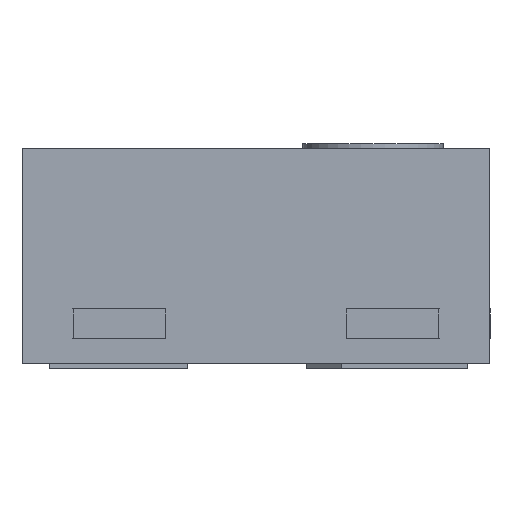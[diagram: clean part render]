
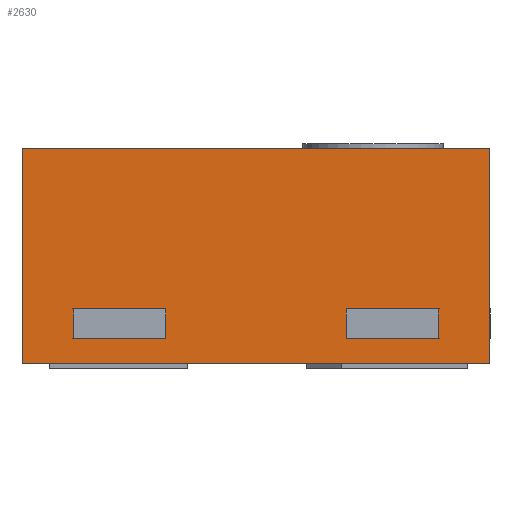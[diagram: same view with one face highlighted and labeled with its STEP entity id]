
A CAD part, left-side view. The second image highlights one B-rep face of the part: STEP entity #2630.
In plain terms, the highlighted planar face has unit normal (-1, 0, 0).
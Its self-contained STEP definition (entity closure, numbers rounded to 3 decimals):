
#2447 = VERTEX_POINT('',#2448);
#2448 = CARTESIAN_POINT('',(-0.724,0.499,
    0.47));
#2454 = EDGE_CURVE('',#2455,#2447,#2457,.T.);
#2455 = VERTEX_POINT('',#2456);
#2456 = CARTESIAN_POINT('',(-0.724,-0.5,
    0.47));
#2457 = LINE('',#2458,#2459);
#2458 = CARTESIAN_POINT('',(-0.724,-0.5,
    0.47));
#2459 = VECTOR('',#2460,1.);
#2460 = DIRECTION('',(0.,1.,0.));
#2611 = EDGE_CURVE('',#2612,#2455,#2614,.T.);
#2612 = VERTEX_POINT('',#2613);
#2613 = CARTESIAN_POINT('',(-0.724,-0.5,
    0.01));
#2614 = LINE('',#2615,#2616);
#2615 = CARTESIAN_POINT('',(-0.724,-0.5,
    0.01));
#2616 = VECTOR('',#2617,1.);
#2617 = DIRECTION('',(0.,0.,1.));
#2630 = ADVANCED_FACE('',(#2631),#2649,.F.);
#2631 = FACE_BOUND('',#2632,.T.);
#2632 = EDGE_LOOP('',(#2633,#2634,#2642,#2648));
#2633 = ORIENTED_EDGE('',*,*,#2454,.T.);
#2634 = ORIENTED_EDGE('',*,*,#2635,.F.);
#2635 = EDGE_CURVE('',#2636,#2447,#2638,.T.);
#2636 = VERTEX_POINT('',#2637);
#2637 = CARTESIAN_POINT('',(-0.724,0.499,
    0.01));
#2638 = LINE('',#2639,#2640);
#2639 = CARTESIAN_POINT('',(-0.724,0.499,
    0.01));
#2640 = VECTOR('',#2641,1.);
#2641 = DIRECTION('',(0.,0.,1.));
#2642 = ORIENTED_EDGE('',*,*,#2643,.F.);
#2643 = EDGE_CURVE('',#2612,#2636,#2644,.T.);
#2644 = LINE('',#2645,#2646);
#2645 = CARTESIAN_POINT('',(-0.724,-0.5,
    0.01));
#2646 = VECTOR('',#2647,1.);
#2647 = DIRECTION('',(0.,1.,0.));
#2648 = ORIENTED_EDGE('',*,*,#2611,.T.);
#2649 = PLANE('',#2650);
#2650 = AXIS2_PLACEMENT_3D('',#2651,#2652,#2653);
#2651 = CARTESIAN_POINT('',(-0.724,-0.5,
    0.01));
#2652 = DIRECTION('',(1.,0.,0.));
#2653 = DIRECTION('',(0.,-1.,0.));
